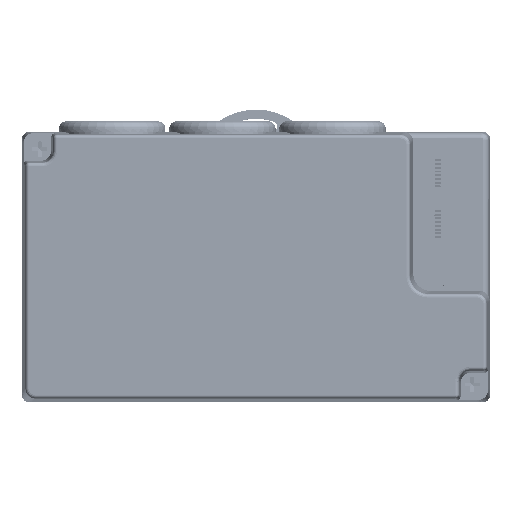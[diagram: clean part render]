
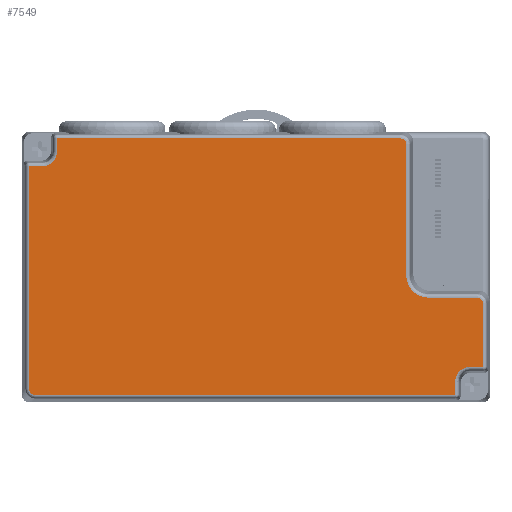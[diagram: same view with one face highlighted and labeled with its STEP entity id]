
A CAD part, top view. The second image highlights one B-rep face of the part: STEP entity #7549.
In plain terms, the highlighted planar face has unit normal (0, 0, 1).
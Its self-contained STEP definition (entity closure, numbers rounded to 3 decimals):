
#1300=B_SPLINE_CURVE_WITH_KNOTS('',3,(#114976,#114977,#114978,#114979),
 .UNSPECIFIED.,.F.,.F.,(4,4),(0.,1.),.UNSPECIFIED.);
#1301=B_SPLINE_CURVE_WITH_KNOTS('',3,(#114992,#114993,#114994,#114995),
 .UNSPECIFIED.,.F.,.F.,(4,4),(0.,1.),.UNSPECIFIED.);
#1302=B_SPLINE_CURVE_WITH_KNOTS('',3,(#115007,#115008,#115009,#115010),
 .UNSPECIFIED.,.F.,.F.,(4,4),(0.,1.),.UNSPECIFIED.);
#1415=ELLIPSE('',#69782,4.003,4.);
#1416=ELLIPSE('',#69783,4.003,4.);
#1417=ELLIPSE('',#69784,6.004,6.);
#4102=FACE_OUTER_BOUND('',#17986,.T.);
#7549=ADVANCED_FACE('',(#4102),#10221,.T.);
#10221=PLANE('',#69785);
#17986=EDGE_LOOP('',(#34880,#34881,#34882,#34883,#34884,#34885,#34886,#34887,
#34888,#34889,#34890,#34891,#34892,#34893,#34894,#34895));
#34880=ORIENTED_EDGE('',*,*,#50584,.T.);
#34881=ORIENTED_EDGE('',*,*,#50585,.T.);
#34882=ORIENTED_EDGE('',*,*,#50586,.T.);
#34883=ORIENTED_EDGE('',*,*,#50587,.T.);
#34884=ORIENTED_EDGE('',*,*,#50588,.T.);
#34885=ORIENTED_EDGE('',*,*,#50589,.T.);
#34886=ORIENTED_EDGE('',*,*,#50590,.T.);
#34887=ORIENTED_EDGE('',*,*,#50591,.T.);
#34888=ORIENTED_EDGE('',*,*,#50592,.T.);
#34889=ORIENTED_EDGE('',*,*,#50593,.T.);
#34890=ORIENTED_EDGE('',*,*,#50594,.T.);
#34891=ORIENTED_EDGE('',*,*,#50595,.T.);
#34892=ORIENTED_EDGE('',*,*,#50596,.T.);
#34893=ORIENTED_EDGE('',*,*,#50597,.T.);
#34894=ORIENTED_EDGE('',*,*,#50598,.T.);
#34895=ORIENTED_EDGE('',*,*,#50599,.T.);
#41882=VERTEX_POINT('',#114980);
#41883=VERTEX_POINT('',#114981);
#41884=VERTEX_POINT('',#114983);
#41885=VERTEX_POINT('',#114985);
#41886=VERTEX_POINT('',#114987);
#41887=VERTEX_POINT('',#114989);
#41888=VERTEX_POINT('',#114991);
#41889=VERTEX_POINT('',#114996);
#41890=VERTEX_POINT('',#114998);
#41891=VERTEX_POINT('',#115000);
#41892=VERTEX_POINT('',#115002);
#41893=VERTEX_POINT('',#115004);
#41894=VERTEX_POINT('',#115006);
#41895=VERTEX_POINT('',#115011);
#41896=VERTEX_POINT('',#115013);
#41897=VERTEX_POINT('',#115015);
#50584=EDGE_CURVE('',#41882,#41883,#1300,.T.);
#50585=EDGE_CURVE('',#41883,#41884,#57851,.T.);
#50586=EDGE_CURVE('',#41884,#41885,#57852,.T.);
#50587=EDGE_CURVE('',#41885,#41886,#1415,.T.);
#50588=EDGE_CURVE('',#41886,#41887,#57853,.T.);
#50589=EDGE_CURVE('',#41887,#41888,#57854,.T.);
#50590=EDGE_CURVE('',#41888,#41889,#1301,.T.);
#50591=EDGE_CURVE('',#41889,#41890,#57855,.T.);
#50592=EDGE_CURVE('',#41890,#41891,#57856,.T.);
#50593=EDGE_CURVE('',#41891,#41892,#1416,.T.);
#50594=EDGE_CURVE('',#41892,#41893,#57857,.T.);
#50595=EDGE_CURVE('',#41893,#41894,#57858,.T.);
#50596=EDGE_CURVE('',#41894,#41895,#1302,.T.);
#50597=EDGE_CURVE('',#41895,#41896,#57859,.T.);
#50598=EDGE_CURVE('',#41896,#41897,#1417,.T.);
#50599=EDGE_CURVE('',#41897,#41882,#57860,.T.);
#57851=LINE('',#114982,#64948);
#57852=LINE('',#114984,#64949);
#57853=LINE('',#114988,#64950);
#57854=LINE('',#114990,#64951);
#57855=LINE('',#114997,#64952);
#57856=LINE('',#114999,#64953);
#57857=LINE('',#115003,#64954);
#57858=LINE('',#115005,#64955);
#57859=LINE('',#115012,#64956);
#57860=LINE('',#115016,#64957);
#64948=VECTOR('',#86121,1.);
#64949=VECTOR('',#86122,1.);
#64950=VECTOR('',#86125,1.);
#64951=VECTOR('',#86126,1.);
#64952=VECTOR('',#86127,1.);
#64953=VECTOR('',#86128,1.);
#64954=VECTOR('',#86131,1.);
#64955=VECTOR('',#86132,1.);
#64956=VECTOR('',#86133,1.);
#64957=VECTOR('',#86136,1.);
#69782=AXIS2_PLACEMENT_3D('',#114986,#86123,#86124);
#69783=AXIS2_PLACEMENT_3D('',#115001,#86129,#86130);
#69784=AXIS2_PLACEMENT_3D('',#115014,#86134,#86135);
#69785=AXIS2_PLACEMENT_3D('',#115017,#86137,#86138);
#86121=DIRECTION('',(-1.,0.,0.));
#86122=DIRECTION('',(0.,-1.,0.));
#86123=DIRECTION('',(0.,0.,-1.));
#86124=DIRECTION('',(0.707,-0.707,0.));
#86125=DIRECTION('',(-1.,0.,0.));
#86126=DIRECTION('',(0.,-1.,0.));
#86127=DIRECTION('',(1.,0.,0.));
#86128=DIRECTION('',(0.,1.,0.));
#86129=DIRECTION('',(0.,0.,-1.));
#86130=DIRECTION('',(-0.707,0.707,0.));
#86131=DIRECTION('',(1.,0.,0.));
#86132=DIRECTION('',(0.,1.,0.));
#86133=DIRECTION('',(-1.,0.,0.));
#86134=DIRECTION('',(0.,0.,-1.));
#86135=DIRECTION('',(-0.707,-0.707,0.));
#86136=DIRECTION('',(0.,1.,0.));
#86137=DIRECTION('',(0.,0.,1.));
#86138=DIRECTION('',(1.,0.,0.));
#114976=CARTESIAN_POINT('',(-677.576,74.002,-5.52));
#114977=CARTESIAN_POINT('',(-677.577,74.852,-5.52));
#114978=CARTESIAN_POINT('',(-678.325,75.601,-5.52));
#114979=CARTESIAN_POINT('',(-679.176,75.602,-5.52));
#114980=CARTESIAN_POINT('',(-677.576,74.002,-5.52));
#114981=CARTESIAN_POINT('',(-679.176,75.602,-5.52));
#114982=CARTESIAN_POINT('',(-716.994,75.602,-5.52));
#114983=CARTESIAN_POINT('',(-772.717,75.602,-5.52));
#114984=CARTESIAN_POINT('',(-772.717,39.686,-5.52));
#114985=CARTESIAN_POINT('',(-772.717,72.023,-5.52));
#114986=CARTESIAN_POINT('',(-776.719,72.026,-5.52));
#114987=CARTESIAN_POINT('',(-776.716,68.025,-5.52));
#114988=CARTESIAN_POINT('',(-716.994,68.025,-5.52));
#114989=CARTESIAN_POINT('',(-780.289,68.025,-5.52));
#114990=CARTESIAN_POINT('',(-780.289,39.686,-5.52));
#114991=CARTESIAN_POINT('',(-780.289,7.369,-5.52));
#114992=CARTESIAN_POINT('',(-780.289,7.369,-5.52));
#114993=CARTESIAN_POINT('',(-780.289,6.52,-5.52));
#114994=CARTESIAN_POINT('',(-779.541,5.77,-5.52));
#114995=CARTESIAN_POINT('',(-778.69,5.77,-5.52));
#114996=CARTESIAN_POINT('',(-778.69,5.77,-5.52));
#114997=CARTESIAN_POINT('',(-716.994,5.77,-5.52));
#114998=CARTESIAN_POINT('',(-664.304,5.77,-5.52));
#114999=CARTESIAN_POINT('',(-664.304,39.686,-5.52));
#115000=CARTESIAN_POINT('',(-664.304,9.348,-5.52));
#115001=CARTESIAN_POINT('',(-660.303,9.345,-5.52));
#115002=CARTESIAN_POINT('',(-660.305,13.347,-5.52));
#115003=CARTESIAN_POINT('',(-716.994,13.347,-5.52));
#115004=CARTESIAN_POINT('',(-656.732,13.347,-5.52));
#115005=CARTESIAN_POINT('',(-656.732,39.686,-5.52));
#115006=CARTESIAN_POINT('',(-656.732,30.658,-5.52));
#115007=CARTESIAN_POINT('',(-656.732,30.658,-5.52));
#115008=CARTESIAN_POINT('',(-656.733,31.507,-5.52));
#115009=CARTESIAN_POINT('',(-657.481,32.257,-5.52));
#115010=CARTESIAN_POINT('',(-658.332,32.257,-5.52));
#115011=CARTESIAN_POINT('',(-658.332,32.257,-5.52));
#115012=CARTESIAN_POINT('',(-716.994,32.257,-5.52));
#115013=CARTESIAN_POINT('',(-671.579,32.257,-5.52));
#115014=CARTESIAN_POINT('',(-671.574,38.259,-5.52));
#115015=CARTESIAN_POINT('',(-677.576,38.255,-5.52));
#115016=CARTESIAN_POINT('',(-677.576,39.686,-5.52));
#115017=CARTESIAN_POINT('',(-716.994,39.686,-5.52));
